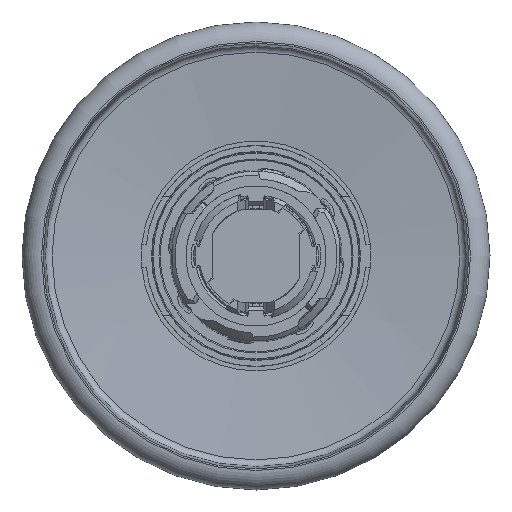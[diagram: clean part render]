
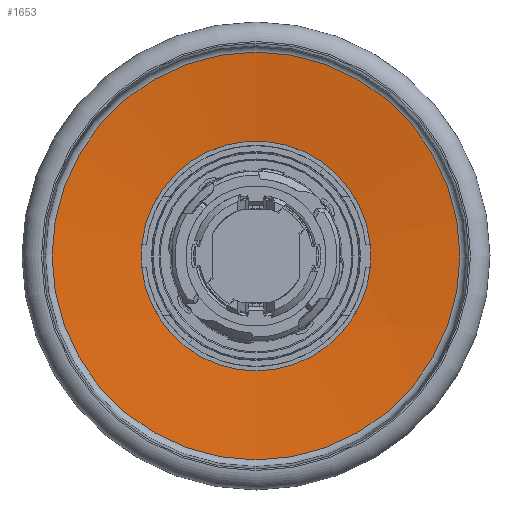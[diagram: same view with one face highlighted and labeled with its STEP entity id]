
A CAD part, front view. The second image highlights one B-rep face of the part: STEP entity #1653.
In plain terms, the highlighted spherical face has radius 199.463 mm.
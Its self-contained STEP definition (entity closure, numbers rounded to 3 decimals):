
#29=SPHERICAL_SURFACE('',#6265,199.463);
#1653=ADVANCED_FACE('',(#1845,#1846),#29,.F.);
#1845=FACE_BOUND('',#2161,.T.);
#1846=FACE_BOUND('',#2162,.T.);
#2161=EDGE_LOOP('',(#3698));
#2162=EDGE_LOOP('',(#3699));
#3698=ORIENTED_EDGE('',*,*,#5240,.F.);
#3699=ORIENTED_EDGE('',*,*,#5241,.F.);
#4339=VERTEX_POINT('',#10799);
#4340=VERTEX_POINT('',#10802);
#5240=EDGE_CURVE('',#4339,#4339,#5573,.T.);
#5241=EDGE_CURVE('',#4340,#4340,#5574,.T.);
#5573=CIRCLE('',#6262,26.14);
#5574=CIRCLE('',#6264,13.527);
#6262=AXIS2_PLACEMENT_3D('',#10798,#7930,#7931);
#6264=AXIS2_PLACEMENT_3D('',#10801,#7934,#7935);
#6265=AXIS2_PLACEMENT_3D('',#10803,#7936,#7937);
#7930=DIRECTION('',(0.,1.,0.));
#7931=DIRECTION('',(-1.,0.,0.));
#7934=DIRECTION('',(0.,-1.,0.));
#7935=DIRECTION('',(1.,0.,0.));
#7936=DIRECTION('',(0.,0.,1.));
#7937=DIRECTION('',(-1.,0.,0.));
#10798=CARTESIAN_POINT('',(0.,34.68,0.));
#10799=CARTESIAN_POINT('',(-26.14,34.68,0.));
#10801=CARTESIAN_POINT('',(0.,35.941,0.));
#10802=CARTESIAN_POINT('',(-13.527,35.941,0.));
#10803=CARTESIAN_POINT('',(0.,-163.063,0.));
